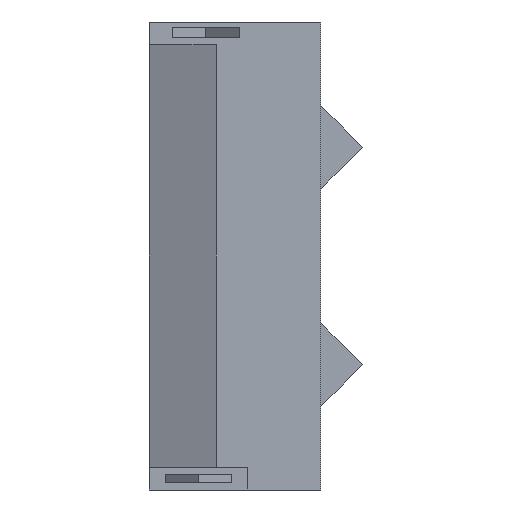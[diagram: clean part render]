
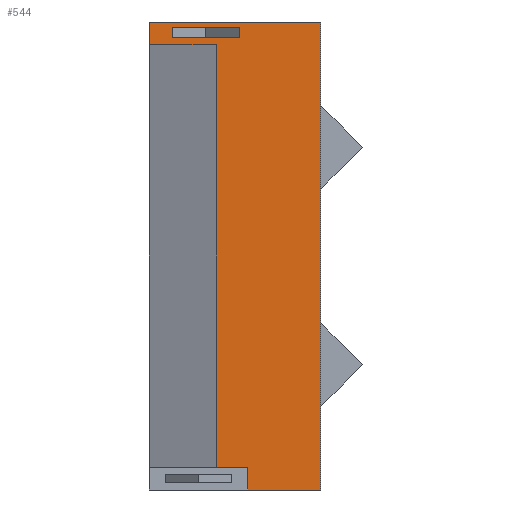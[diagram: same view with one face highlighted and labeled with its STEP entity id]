
A CAD part, front view. The second image highlights one B-rep face of the part: STEP entity #544.
In plain terms, the highlighted planar face has unit normal (0, -1, 0).
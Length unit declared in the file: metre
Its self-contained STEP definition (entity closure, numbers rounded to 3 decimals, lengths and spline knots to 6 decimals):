
#25=LINE('',#794,#90);
#31=LINE('',#812,#96);
#35=LINE('',#820,#100);
#38=LINE('',#829,#103);
#50=LINE('',#852,#115);
#51=LINE('',#854,#116);
#52=LINE('',#855,#117);
#53=LINE('',#857,#118);
#54=LINE('',#858,#119);
#55=LINE('',#861,#120);
#56=LINE('',#863,#121);
#57=LINE('',#865,#122);
#90=VECTOR('',#639,1.);
#96=VECTOR('',#653,1.);
#100=VECTOR('',#659,1.);
#103=VECTOR('',#666,1.);
#115=VECTOR('',#684,1.);
#116=VECTOR('',#687,1.);
#117=VECTOR('',#688,1.);
#118=VECTOR('',#689,1.);
#119=VECTOR('',#690,1.);
#120=VECTOR('',#691,1.);
#121=VECTOR('',#692,1.);
#122=VECTOR('',#693,1.);
#194=ORIENTED_EDGE('',*,*,#319,.T.);
#195=ORIENTED_EDGE('',*,*,#332,.F.);
#196=ORIENTED_EDGE('',*,*,#302,.F.);
#197=ORIENTED_EDGE('',*,*,#333,.T.);
#198=ORIENTED_EDGE('',*,*,#315,.T.);
#199=ORIENTED_EDGE('',*,*,#334,.T.);
#200=ORIENTED_EDGE('',*,*,#335,.F.);
#201=ORIENTED_EDGE('',*,*,#311,.T.);
#202=ORIENTED_EDGE('',*,*,#336,.F.);
#203=ORIENTED_EDGE('',*,*,#337,.T.);
#204=ORIENTED_EDGE('',*,*,#338,.T.);
#205=ORIENTED_EDGE('',*,*,#339,.F.);
#302=EDGE_CURVE('',#375,#376,#25,.T.);
#311=EDGE_CURVE('',#384,#383,#31,.T.);
#315=EDGE_CURVE('',#385,#386,#35,.T.);
#319=EDGE_CURVE('',#383,#390,#38,.T.);
#332=EDGE_CURVE('',#376,#390,#50,.T.);
#333=EDGE_CURVE('',#375,#385,#51,.T.);
#334=EDGE_CURVE('',#386,#399,#52,.T.);
#335=EDGE_CURVE('',#384,#399,#53,.T.);
#336=EDGE_CURVE('',#400,#401,#54,.T.);
#337=EDGE_CURVE('',#400,#402,#55,.T.);
#338=EDGE_CURVE('',#402,#403,#56,.T.);
#339=EDGE_CURVE('',#401,#403,#57,.F.);
#375=VERTEX_POINT('',#793);
#376=VERTEX_POINT('',#795);
#383=VERTEX_POINT('',#811);
#384=VERTEX_POINT('',#813);
#385=VERTEX_POINT('',#817);
#386=VERTEX_POINT('',#819);
#390=VERTEX_POINT('',#828);
#399=VERTEX_POINT('',#856);
#400=VERTEX_POINT('',#859);
#401=VERTEX_POINT('',#860);
#402=VERTEX_POINT('',#862);
#403=VERTEX_POINT('',#864);
#437=EDGE_LOOP('',(#194,#195,#196,#197,#198,#199,#200,#201));
#438=EDGE_LOOP('',(#202,#203,#204,#205));
#478=FACE_BOUND('',#437,.T.);
#479=FACE_BOUND('',#438,.T.);
#515=PLANE('',#598);
#544=ADVANCED_FACE('',(#478,#479),#515,.F.);
#598=AXIS2_PLACEMENT_3D('',#853,#685,#686);
#639=DIRECTION('',(0.,0.,1.));
#653=DIRECTION('',(1.,0.,0.));
#659=DIRECTION('',(0.,0.,-1.));
#666=DIRECTION('',(0.,0.,1.));
#684=DIRECTION('',(1.,0.,0.));
#685=DIRECTION('',(0.,1.,0.));
#686=DIRECTION('',(0.,0.,1.));
#687=DIRECTION('',(1.,0.,0.));
#688=DIRECTION('',(1.,0.,0.));
#689=DIRECTION('',(0.,0.,1.));
#690=DIRECTION('',(1.,0.,0.));
#691=DIRECTION('',(0.,0.,1.));
#692=DIRECTION('',(1.,0.,0.));
#693=DIRECTION('',(0.,0.,-1.));
#793=CARTESIAN_POINT('',(-0.0055,0.0475,0.0505));
#794=CARTESIAN_POINT('',(-0.0055,0.0475,0.05325));
#795=CARTESIAN_POINT('',(-0.0055,0.0475,0.056));
#811=CARTESIAN_POINT('',(0.0355,0.0475,-0.056));
#812=CARTESIAN_POINT('',(-0.0055,0.0475,-0.056));
#813=CARTESIAN_POINT('',(0.018,0.0475,-0.056));
#817=CARTESIAN_POINT('',(0.0105,0.0475,0.0505));
#819=CARTESIAN_POINT('',(0.0105,0.0475,-0.0505));
#820=CARTESIAN_POINT('',(0.0105,0.0475,0.));
#828=CARTESIAN_POINT('',(0.0355,0.0475,0.056));
#829=CARTESIAN_POINT('',(0.0355,0.0475,0.));
#852=CARTESIAN_POINT('',(-0.0055,0.0475,0.056));
#853=CARTESIAN_POINT('',(-0.0055,0.0475,0.));
#854=CARTESIAN_POINT('',(-0.005502,0.0475,0.0505));
#855=CARTESIAN_POINT('',(0.00625,0.0475,-0.0505));
#856=CARTESIAN_POINT('',(0.018,0.0475,-0.0505));
#857=CARTESIAN_POINT('',(0.018,0.0475,-0.05325));
#858=CARTESIAN_POINT('',(0.008,0.0475,0.0523));
#859=CARTESIAN_POINT('',(-0.000083,0.0475,0.0523));
#860=CARTESIAN_POINT('',(0.016083,0.0475,0.0523));
#861=CARTESIAN_POINT('',(-0.000083,0.0475,0.));
#862=CARTESIAN_POINT('',(-0.000083,0.0475,0.0547));
#863=CARTESIAN_POINT('',(0.008,0.0475,0.0547));
#864=CARTESIAN_POINT('',(0.016083,0.0475,0.0547));
#865=CARTESIAN_POINT('',(0.016083,0.0475,0.0535));
